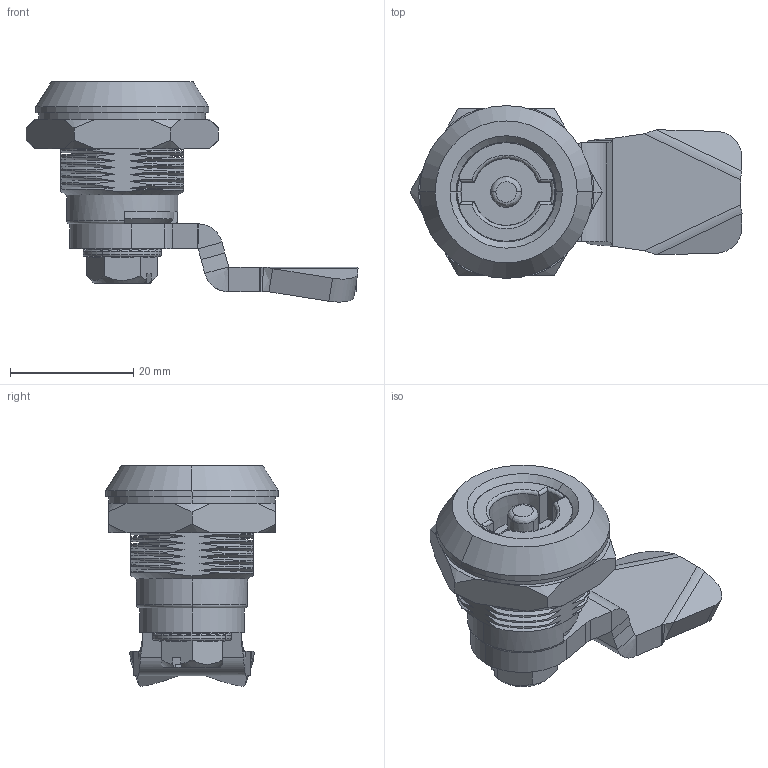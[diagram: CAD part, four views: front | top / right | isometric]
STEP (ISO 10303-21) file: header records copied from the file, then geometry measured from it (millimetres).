
FILE_DESCRIPTION (( 'STEP AP203' ), '1' );
FILE_NAME ('KY05.1.5.24.0.STEP', '2022-07-21T12:50:49', ( '' ), ( '' ), 'SwSTEP 2.0', 'SolidWorks 2021', '' );
FILE_SCHEMA (( 'CONFIG_CONTROL_DESIGN' ));
Length unit declared in the file: millimetre
Products named in the file (1): KY05.1.5.24.0
Bounding box: 53.79 x 28 x 35.67 mm (x, y, z)
Surface area: 7705.8 mm2 (no closed solid volume)
Topology: 0 solids, 30 shells, 296 faces, 950 edges, 673 vertices
Faces by surface type: plane 126, bspline 67, cylinder 56, cone 40, torus 7
Entity records: 32078 total; most frequent: CARTESIAN_POINT 24828, ORIENTED_EDGE 1598, DIRECTION 1137, EDGE_CURVE 950, VERTEX_POINT 673, VECTOR 421, LINE 421, AXIS2_PLACEMENT_3D 358
